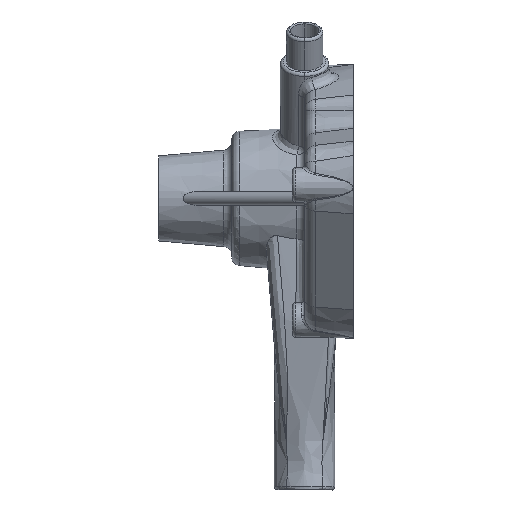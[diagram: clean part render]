
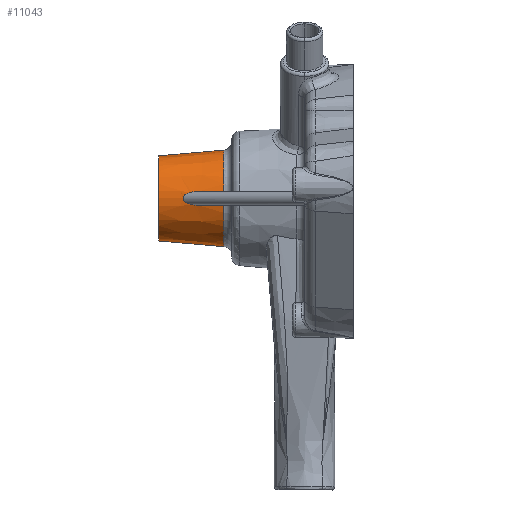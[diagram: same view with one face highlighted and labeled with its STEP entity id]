
A CAD part, left-side view. The second image highlights one B-rep face of the part: STEP entity #11043.
In plain terms, the highlighted conical face has half-angle 5 degrees and reference radius 25.558 mm.
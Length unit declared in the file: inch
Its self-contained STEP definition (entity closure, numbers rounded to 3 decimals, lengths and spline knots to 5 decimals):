
#204 = LINE ( 'NONE', #21746, #5589 ) ;
#429 = CARTESIAN_POINT ( 'NONE',  ( -0.93275, 3.22067, 0.1399 ) ) ;
#1624 = B_SPLINE_CURVE_WITH_KNOTS ( 'NONE', 3,
 ( #17756, #4237, #13442, #9244, #13295, #6960, #22054, #6682, #11274, #22200, #2526, #19908, #19616, #26363, #20046, #4382, #2232, #15744, #4815, #22332, #10987, #21776, #11411, #15464, #15324, #8830, #2095, #19760, #26213, #20180, #8686, #6536, #24197, #18025, #4523, #26787 ),
 .UNSPECIFIED., .F., .F.,
 ( 4, 2, 2, 2, 2, 2, 2, 2, 2, 2, 2, 2, 2, 2, 2, 2, 2, 4 ),
 ( 0., 0.00216, 0.00432, 0.0054, 0.00594, 0.00648, 0.00702, 0.00756, 0.0081, 0.00864, 0.00918, 0.00972, 0.01026, 0.0108, 0.01188, 0.01297, 0.01513, 0.01729 ),
 .UNSPECIFIED. ) ;
#2051 = EDGE_CURVE ( 'NONE', #14064, #27326, #204, .T. ) ;
#2095 = CARTESIAN_POINT ( 'NONE',  ( -0.91918, 3.46591, -0.0686 ) ) ;
#2232 = CARTESIAN_POINT ( 'NONE',  ( -0.91878, 3.49509, 0.02769 ) ) ;
#2526 = CARTESIAN_POINT ( 'NONE',  ( -0.91939, 3.45556, 0.07736 ) ) ;
#2648 = EDGE_CURVE ( 'NONE', #17261, #18841, #22648, .T. ) ;
#2718 = CARTESIAN_POINT ( 'NONE',  ( -0.96538, 2.84672, 0.14291 ) ) ;
#2812 = EDGE_CURVE ( 'NONE', #18624, #22779, #19560, .T. ) ;
#4237 = CARTESIAN_POINT ( 'NONE',  ( -0.93028, 3.24892, 0.13967 ) ) ;
#4374 = CARTESIAN_POINT ( 'NONE',  ( -0.93275, 3.22067, 0.1399 ) ) ;
#4382 = CARTESIAN_POINT ( 'NONE',  ( -0.91881, 3.49219, 0.03432 ) ) ;
#4523 = CARTESIAN_POINT ( 'NONE',  ( -0.93029, 3.24888, -0.13967 ) ) ;
#4815 = CARTESIAN_POINT ( 'NONE',  ( -0.91874, 3.50003, 0.00693 ) ) ;
#5546 = CARTESIAN_POINT ( 'NONE',  ( 0., 2.5, 1.00623 ) ) ;
#5589 = VECTOR ( 'NONE', #10672, 39.37008 ) ;
#5914 = CARTESIAN_POINT ( 'NONE',  ( -0.93275, 3.22067, -0.1399 ) ) ;
#6261 = DIRECTION ( 'NONE',  ( 0., 0., -1. ) ) ;
#6536 = CARTESIAN_POINT ( 'NONE',  ( -0.92291, 3.35921, -0.12327 ) ) ;
#6682 = CARTESIAN_POINT ( 'NONE',  ( -0.92002, 3.43185, 0.09309 ) ) ;
#6960 = CARTESIAN_POINT ( 'NONE',  ( -0.9211, 3.40018, 0.10864 ) ) ;
#7417 = DIRECTION ( 'NONE',  ( 0., -0.996, 0.087 ) ) ;
#7927 = CIRCLE ( 'NONE', #24474, 0.99226 ) ;
#7985 = CARTESIAN_POINT ( 'NONE',  ( 0., 4., -0.875 ) ) ;
#8445 = ORIENTED_EDGE ( 'NONE', *, *, #14401, .F. ) ;
#8686 = CARTESIAN_POINT ( 'NONE',  ( -0.92114, 3.39925, -0.10902 ) ) ;
#8830 = CARTESIAN_POINT ( 'NONE',  ( -0.91909, 3.47102, -0.06369 ) ) ;
#9244 = CARTESIAN_POINT ( 'NONE',  ( -0.9244, 3.33257, 0.12932 ) ) ;
#10319 = EDGE_LOOP ( 'NONE', ( #24590, #17978, #27854, #19391, #24354, #28069, #8445, #19978 ) ) ;
#10672 = DIRECTION ( 'NONE',  ( 0., -0.996, -0.087 ) ) ;
#10987 = CARTESIAN_POINT ( 'NONE',  ( -0.91875, 3.49888, -0.0146 ) ) ;
#11043 = ADVANCED_FACE ( 'NONE', ( #25368 ), #23988, .T. ) ;
#11241 = EDGE_CURVE ( 'NONE', #20128, #18841, #24051, .T. ) ;
#11274 = CARTESIAN_POINT ( 'NONE',  ( -0.91984, 3.43794, 0.08949 ) ) ;
#11411 = CARTESIAN_POINT ( 'NONE',  ( -0.91881, 3.49191, -0.03489 ) ) ;
#11423 = AXIS2_PLACEMENT_3D ( 'NONE', #18406, #14099, #27160 ) ;
#13295 = CARTESIAN_POINT ( 'NONE',  ( -0.92287, 3.36004, 0.12305 ) ) ;
#13442 = CARTESIAN_POINT ( 'NONE',  ( -0.9281, 3.2771, 0.13765 ) ) ;
#14064 = VERTEX_POINT ( 'NONE', #7985 ) ;
#14099 = DIRECTION ( 'NONE',  ( 0., -1., 0. ) ) ;
#14401 = EDGE_CURVE ( 'NONE', #20128, #14943, #16906, .T. ) ;
#14943 = VERTEX_POINT ( 'NONE', #4374 ) ;
#15324 = CARTESIAN_POINT ( 'NONE',  ( -0.91894, 3.48047, -0.05295 ) ) ;
#15464 = CARTESIAN_POINT ( 'NONE',  ( -0.91889, 3.48474, -0.04718 ) ) ;
#15570 = CARTESIAN_POINT ( 'NONE',  ( 0., 2.65975, -0.99226 ) ) ;
#15744 = CARTESIAN_POINT ( 'NONE',  ( -0.91875, 3.49901, 0.01396 ) ) ;
#16035 = CIRCLE ( 'NONE', #11423, 0.875 ) ;
#16204 = CARTESIAN_POINT ( 'NONE',  ( -0.94906, 3.0337, -0.1414 ) ) ;
#16337 = DIRECTION ( 'NONE',  ( 0., 0., -1. ) ) ;
#16604 = EDGE_CURVE ( 'NONE', #17261, #14064, #16035, .T. ) ;
#16729 = AXIS2_PLACEMENT_3D ( 'NONE', #19488, #28087, #6261 ) ;
#16906 = B_SPLINE_CURVE_WITH_KNOTS ( 'NONE', 3,
 ( #26278, #2718, #22256, #429 ),
 .UNSPECIFIED., .F., .F.,
 ( 4, 4 ),
 ( 0., 0.0143 ),
 .UNSPECIFIED. ) ;
#17101 = VECTOR ( 'NONE', #7417, 39.37008 ) ;
#17261 = VERTEX_POINT ( 'NONE', #23450 ) ;
#17756 = CARTESIAN_POINT ( 'NONE',  ( -0.93275, 3.22067, 0.1399 ) ) ;
#17978 = ORIENTED_EDGE ( 'NONE', *, *, #16604, .T. ) ;
#18025 = CARTESIAN_POINT ( 'NONE',  ( -0.92812, 3.27681, -0.13767 ) ) ;
#18348 = CARTESIAN_POINT ( 'NONE',  ( -0.98169, 2.65975, -0.14441 ) ) ;
#18406 = CARTESIAN_POINT ( 'NONE',  ( 0., 4., 0. ) ) ;
#18624 = VERTEX_POINT ( 'NONE', #28201 ) ;
#18703 = CARTESIAN_POINT ( 'NONE',  ( 0., 2.65975, 0.99226 ) ) ;
#18771 = CARTESIAN_POINT ( 'NONE',  ( 0., 2.5, 0. ) ) ;
#18841 = VERTEX_POINT ( 'NONE', #18703 ) ;
#19391 = ORIENTED_EDGE ( 'NONE', *, *, #27849, .T. ) ;
#19488 = CARTESIAN_POINT ( 'NONE',  ( 0., 2.65975, 0. ) ) ;
#19560 = B_SPLINE_CURVE_WITH_KNOTS ( 'NONE', 3,
 ( #18348, #27100, #16204, #22778 ),
 .UNSPECIFIED., .F., .F.,
 ( 4, 4 ),
 ( 0., 0.0143 ),
 .UNSPECIFIED. ) ;
#19616 = CARTESIAN_POINT ( 'NONE',  ( -0.91908, 3.47147, 0.06323 ) ) ;
#19760 = CARTESIAN_POINT ( 'NONE',  ( -0.91952, 3.44967, -0.08229 ) ) ;
#19908 = CARTESIAN_POINT ( 'NONE',  ( -0.91917, 3.46639, 0.06816 ) ) ;
#19978 = ORIENTED_EDGE ( 'NONE', *, *, #11241, .T. ) ;
#20046 = CARTESIAN_POINT ( 'NONE',  ( -0.91889, 3.48508, 0.04668 ) ) ;
#20128 = VERTEX_POINT ( 'NONE', #23241 ) ;
#20180 = CARTESIAN_POINT ( 'NONE',  ( -0.92064, 3.41244, -0.1034 ) ) ;
#20816 = EDGE_CURVE ( 'NONE', #14943, #22779, #1624, .T. ) ;
#21746 = CARTESIAN_POINT ( 'NONE',  ( 0., 2.5, -1.00623 ) ) ;
#21776 = CARTESIAN_POINT ( 'NONE',  ( -0.91878, 3.49487, -0.02825 ) ) ;
#22054 = CARTESIAN_POINT ( 'NONE',  ( -0.92061, 3.41317, 0.10306 ) ) ;
#22200 = CARTESIAN_POINT ( 'NONE',  ( -0.91953, 3.44978, 0.08164 ) ) ;
#22256 = CARTESIAN_POINT ( 'NONE',  ( -0.94906, 3.0337, 0.1414 ) ) ;
#22332 = CARTESIAN_POINT ( 'NONE',  ( -0.91874, 3.49997, -0.00749 ) ) ;
#22648 = LINE ( 'NONE', #5546, #17101 ) ;
#22778 = CARTESIAN_POINT ( 'NONE',  ( -0.93275, 3.22067, -0.1399 ) ) ;
#22779 = VERTEX_POINT ( 'NONE', #5914 ) ;
#23053 = AXIS2_PLACEMENT_3D ( 'NONE', #18771, #27516, #16337 ) ;
#23241 = CARTESIAN_POINT ( 'NONE',  ( -0.98169, 2.65975, 0.14441 ) ) ;
#23450 = CARTESIAN_POINT ( 'NONE',  ( 0., 4., 0.875 ) ) ;
#23544 = DIRECTION ( 'NONE',  ( 0., 0., -1. ) ) ;
#23988 = CONICAL_SURFACE ( 'NONE', #23053, 1.00623, 0.087 ) ;
#24051 = CIRCLE ( 'NONE', #16729, 0.99226 ) ;
#24197 = CARTESIAN_POINT ( 'NONE',  ( -0.92444, 3.33196, -0.12944 ) ) ;
#24354 = ORIENTED_EDGE ( 'NONE', *, *, #2812, .T. ) ;
#24474 = AXIS2_PLACEMENT_3D ( 'NONE', #25982, #27989, #23544 ) ;
#24590 = ORIENTED_EDGE ( 'NONE', *, *, #2648, .F. ) ;
#25368 = FACE_OUTER_BOUND ( 'NONE', #10319, .T. ) ;
#25982 = CARTESIAN_POINT ( 'NONE',  ( 0., 2.65975, 0. ) ) ;
#26213 = CARTESIAN_POINT ( 'NONE',  ( -0.91983, 3.43758, -0.09007 ) ) ;
#26278 = CARTESIAN_POINT ( 'NONE',  ( -0.98169, 2.65975, 0.14441 ) ) ;
#26363 = CARTESIAN_POINT ( 'NONE',  ( -0.91894, 3.4808, 0.05252 ) ) ;
#26787 = CARTESIAN_POINT ( 'NONE',  ( -0.93275, 3.22067, -0.1399 ) ) ;
#27100 = CARTESIAN_POINT ( 'NONE',  ( -0.96538, 2.84672, -0.14291 ) ) ;
#27160 = DIRECTION ( 'NONE',  ( 0., 0., -1. ) ) ;
#27326 = VERTEX_POINT ( 'NONE', #15570 ) ;
#27516 = DIRECTION ( 'NONE',  ( 0., -1., 0. ) ) ;
#27849 = EDGE_CURVE ( 'NONE', #27326, #18624, #7927, .T. ) ;
#27854 = ORIENTED_EDGE ( 'NONE', *, *, #2051, .T. ) ;
#27989 = DIRECTION ( 'NONE',  ( 0., 1., 0. ) ) ;
#28069 = ORIENTED_EDGE ( 'NONE', *, *, #20816, .F. ) ;
#28087 = DIRECTION ( 'NONE',  ( 0., 1., 0. ) ) ;
#28201 = CARTESIAN_POINT ( 'NONE',  ( -0.98169, 2.65975, -0.14441 ) ) ;
